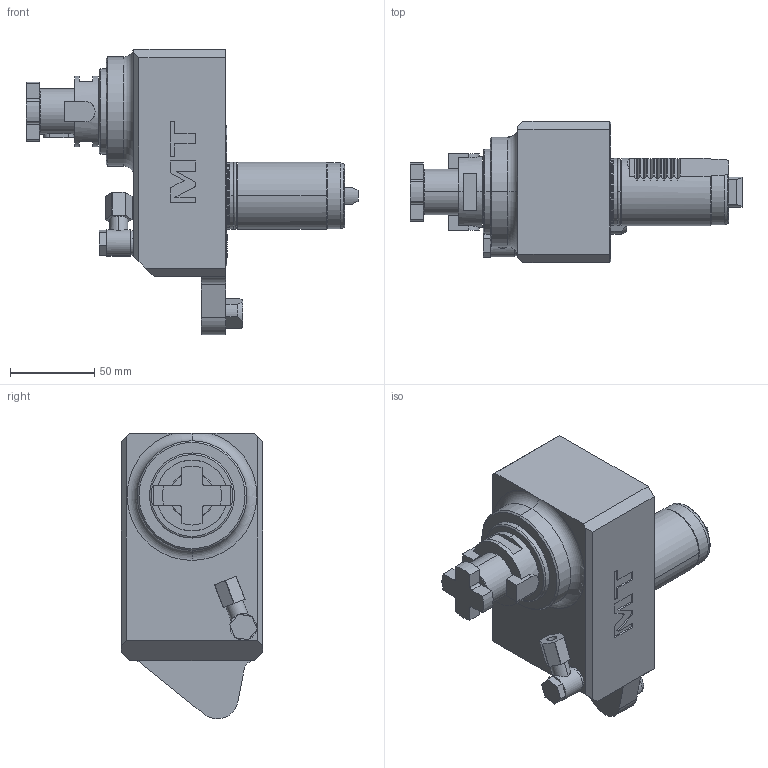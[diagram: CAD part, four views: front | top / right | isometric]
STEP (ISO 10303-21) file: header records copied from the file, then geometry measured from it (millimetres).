
FILE_DESCRIPTION((''),'2;1');
FILE_NAME('MZK0010027_CONF','2025-01-07T10:11:18',('fpalella'),('M.T. srl'),'CREO PARAMETRIC BY PTC INC, 2023352','CREO PARAMETRIC BY PTC INC, 2023352','');
FILE_SCHEMA(('CONFIG_CONTROL_DESIGN'));
Length unit declared in the file: millimetre
Products named in the file (1): MZK0010027_CONF
Bounding box: 197 x 84 x 169.5 mm (x, y, z)
Volume: 826339.2 mm3; surface area: 73047.6 mm2
Topology: 1 solids, 1 shells, 285 faces, 732 edges, 472 vertices
Faces by surface type: plane 177, cylinder 73, cone 18, torus 13, extrusion 4
Entity records: 9198 total; most frequent: CARTESIAN_POINT 2218, ORIENTED_EDGE 1464, DIRECTION 1412, EDGE_CURVE 732, AXIS2_PLACEMENT_3D 480, VERTEX_POINT 472, VECTOR 452, LINE 448
